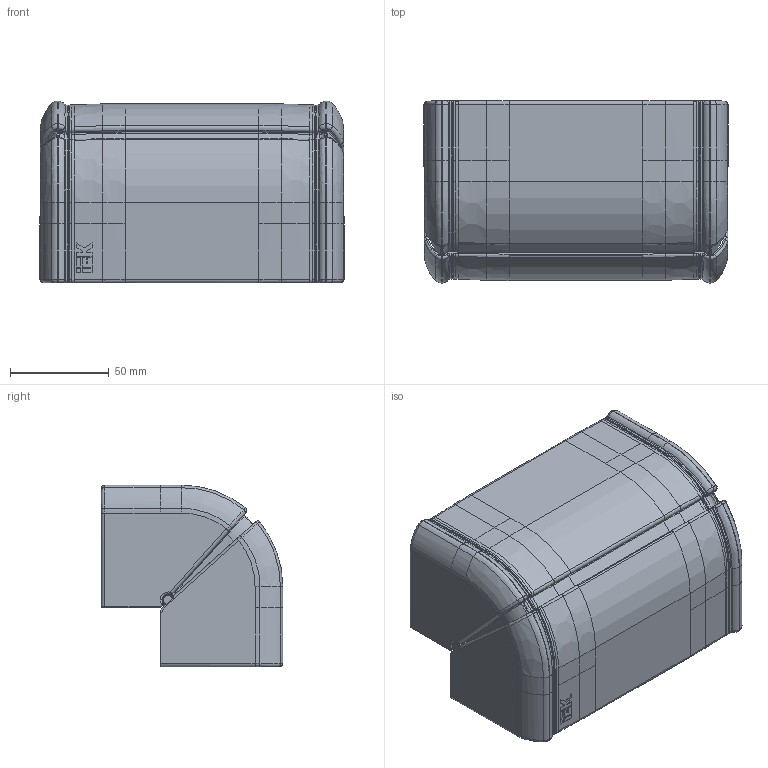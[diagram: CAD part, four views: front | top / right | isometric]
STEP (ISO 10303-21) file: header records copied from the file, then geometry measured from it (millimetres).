
FILE_DESCRIPTION (( 'STEP AP214' ), '1' );
FILE_NAME ('CKK-40D-W-150-060-K01 Âíåøíèé èçìåíÿåìûé óãîë äëÿ Ê.Ê. Ïðàéìåð 150õ60.STEP', '2016-07-18T12:45:50', ( '' ), ( '' ), 'SwSTEP 2.0', 'SolidWorks 2014', '' );
FILE_SCHEMA (( 'AUTOMOTIVE_DESIGN' ));
Length unit declared in the file: millimetre
Products named in the file (1): CKK-40D-W-150-060-K01 Âíåøíèé èçìåíÿåìûé óãîë äëÿ Ê.Ê. Ïðàéìåð 150õ60
Bounding box: 154.16 x 92.15 x 92.15 mm (x, y, z)
Volume: 73651.5 mm3; surface area: 77771 mm2
Topology: 2 solids, 2 shells, 806 faces, 2084 edges, 1286 vertices
Faces by surface type: bspline 408, cylinder 208, plane 166, torus 24
Entity records: 49839 total; most frequent: CARTESIAN_POINT 24889, ORIENTED_EDGE 4160, EDGE_CURVE 2080, DIRECTION 2048, VERTEX_POINT 1286, B_SPLINE_CURVE_WITH_KNOTS 1112, EDGE_LOOP 814, UNCERTAINTY_MEASURE_WITH_UNIT 810
